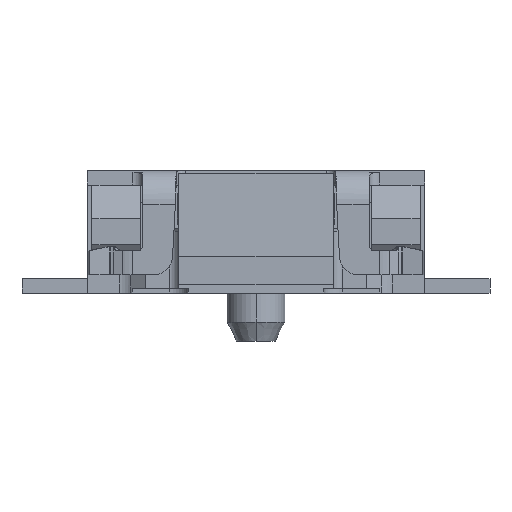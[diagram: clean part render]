
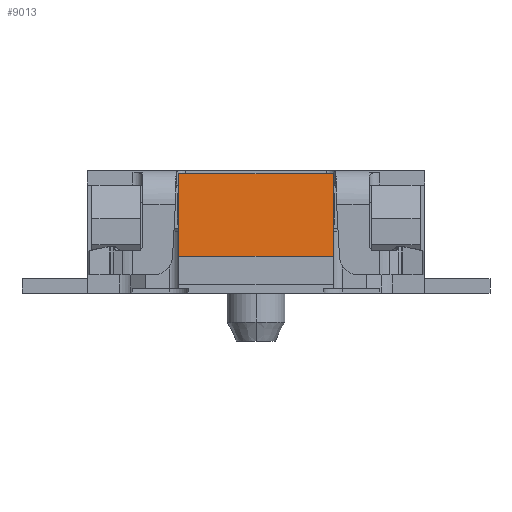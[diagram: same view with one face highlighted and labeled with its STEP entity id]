
A CAD part, front view. The second image highlights one B-rep face of the part: STEP entity #9013.
In plain terms, the highlighted planar face has unit normal (0, -0.998, 0.059).
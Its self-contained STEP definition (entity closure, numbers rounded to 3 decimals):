
#4664 = CARTESIAN_POINT ( 'NONE',  ( -0.8, -2.105, 0.385 ) ) ;
#4666 = DIRECTION ( 'NONE',  ( 1., 0., 0. ) ) ;
#4667 = VECTOR ( 'NONE', #4666, 1000. ) ;
#4668 = CARTESIAN_POINT ( 'NONE',  ( -1.901, -2.105, 0.385 ) ) ;
#4669 = LINE ( 'NONE', #4668, #4667 ) ;
#4863 = CARTESIAN_POINT ( 'NONE',  ( 0.8, -2.105, 0.385 ) ) ;
#5311 = DIRECTION ( 'NONE',  ( 0., -0.059, -0.998 ) ) ;
#5312 = VECTOR ( 'NONE', #5311, 1000. ) ;
#5313 = CARTESIAN_POINT ( 'NONE',  ( -0.8, -2.055, 1.235 ) ) ;
#5314 = LINE ( 'NONE', #5313, #5312 ) ;
#5420 = VECTOR ( 'NONE', #5476, 1000. ) ;
#5421 = CARTESIAN_POINT ( 'NONE',  ( 0.8, -2.105, 0.385 ) ) ;
#5422 = LINE ( 'NONE', #5421, #5420 ) ;
#5423 = DIRECTION ( 'NONE',  ( 0., -0.059, -0.998 ) ) ;
#5424 = DIRECTION ( 'NONE',  ( 0., -0.998, 0.059 ) ) ;
#5425 = CARTESIAN_POINT ( 'NONE',  ( -1.901, -2.105, 0.385 ) ) ;
#5426 = AXIS2_PLACEMENT_3D ( 'NONE', #5425, #5424, #5423 ) ;
#5427 = PLANE ( 'NONE',  #5426 ) ;
#5443 = FACE_OUTER_BOUND ( 'NONE', #9037, .T. ) ;
#5475 = CARTESIAN_POINT ( 'NONE',  ( 0.8, -2.055, 1.235 ) ) ;
#5476 = DIRECTION ( 'NONE',  ( 0., 0.059, 0.998 ) ) ;
#5510 = DIRECTION ( 'NONE',  ( 1., 0., 0. ) ) ;
#5511 = VECTOR ( 'NONE', #5510, 1000. ) ;
#5512 = CARTESIAN_POINT ( 'NONE',  ( 0., -2.055, 1.235 ) ) ;
#5513 = LINE ( 'NONE', #5512, #5511 ) ;
#5520 = CARTESIAN_POINT ( 'NONE',  ( -0.8, -2.055, 1.235 ) ) ;
#8603 = EDGE_CURVE ( 'NONE', #8606, #8730, #4669, .T. ) ;
#8606 = VERTEX_POINT ( 'NONE', #4664 ) ;
#8730 = VERTEX_POINT ( 'NONE', #4863 ) ;
#8950 = ORIENTED_EDGE ( 'NONE', *, *, #8951, .T. ) ;
#8951 = EDGE_CURVE ( 'NONE', #9078, #8606, #5314, .T. ) ;
#9013 = ADVANCED_FACE ( 'NONE', ( #5443 ), #5427, .T. ) ;
#9014 = EDGE_CURVE ( 'NONE', #8730, #9015, #5422, .T. ) ;
#9015 = VERTEX_POINT ( 'NONE', #5475 ) ;
#9037 = EDGE_LOOP ( 'NONE', ( #9159, #9151, #9083, #8950 ) ) ;
#9078 = VERTEX_POINT ( 'NONE', #5520 ) ;
#9083 = ORIENTED_EDGE ( 'NONE', *, *, #9084, .F. ) ;
#9084 = EDGE_CURVE ( 'NONE', #9078, #9015, #5513, .T. ) ;
#9151 = ORIENTED_EDGE ( 'NONE', *, *, #9014, .T. ) ;
#9159 = ORIENTED_EDGE ( 'NONE', *, *, #8603, .T. ) ;
